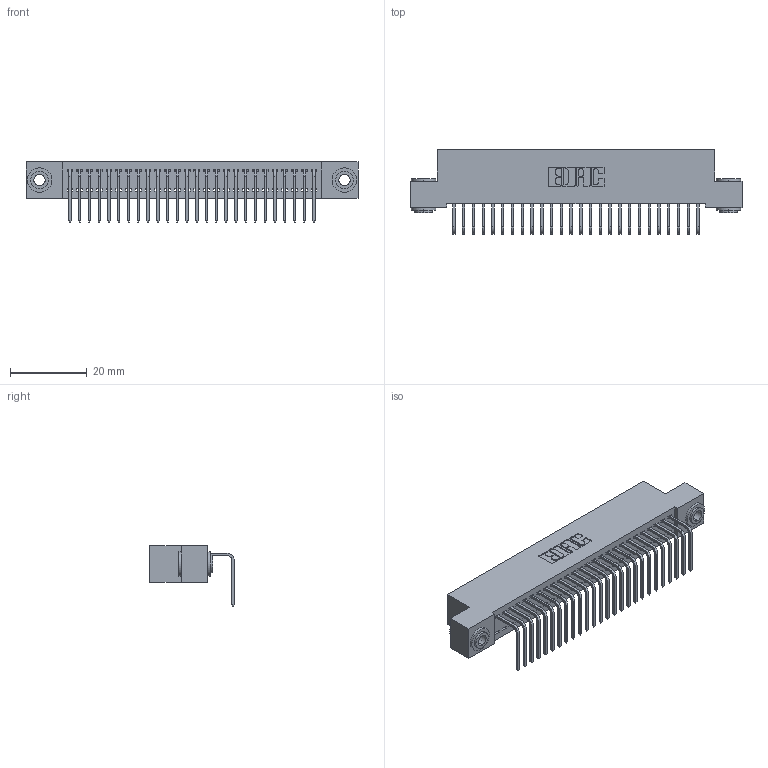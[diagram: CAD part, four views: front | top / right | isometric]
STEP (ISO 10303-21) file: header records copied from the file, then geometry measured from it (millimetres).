
FILE_DESCRIPTION (( 'STEP AP203' ), '1' );
FILE_NAME ('342-026-558-103.STEP', '2019-10-02T01:42:25', ( '' ), ( '' ), 'SwSTEP 2.0', 'SolidWorks 2016', '' );
FILE_SCHEMA (( 'CONFIG_CONTROL_DESIGN' ));
Length unit declared in the file: inch
Products named in the file (4): 345-292-001_558 Tail - 2; 342-250-002_345-250-002-102; 342-026-558-103; 342 Part_.156 TH
Assembly tree (29 placements, depth 2):
  342-026-558-103
    342 Part_.156 TH
    345-292-001_558 Tail - 2  x26
    342-250-002_345-250-002-102  x2
Bounding box: 86.36 x 21.91 x 15.62 mm (x, y, z)
Volume: 7622.6 mm3; surface area: 11612.8 mm2
Topology: 29 solids, 29 shells, 1708 faces, 5107 edges, 3366 vertices
Faces by surface type: plane 1220, cylinder 480, cone 8
Entity records: 18566 total; most frequent: CARTESIAN_POINT 3183, ORIENTED_EDGE 3138, DIRECTION 2751, EDGE_CURVE 1569, VECTOR 1417, LINE 1417, VERTEX_POINT 1042, AXIS2_PLACEMENT_3D 667
